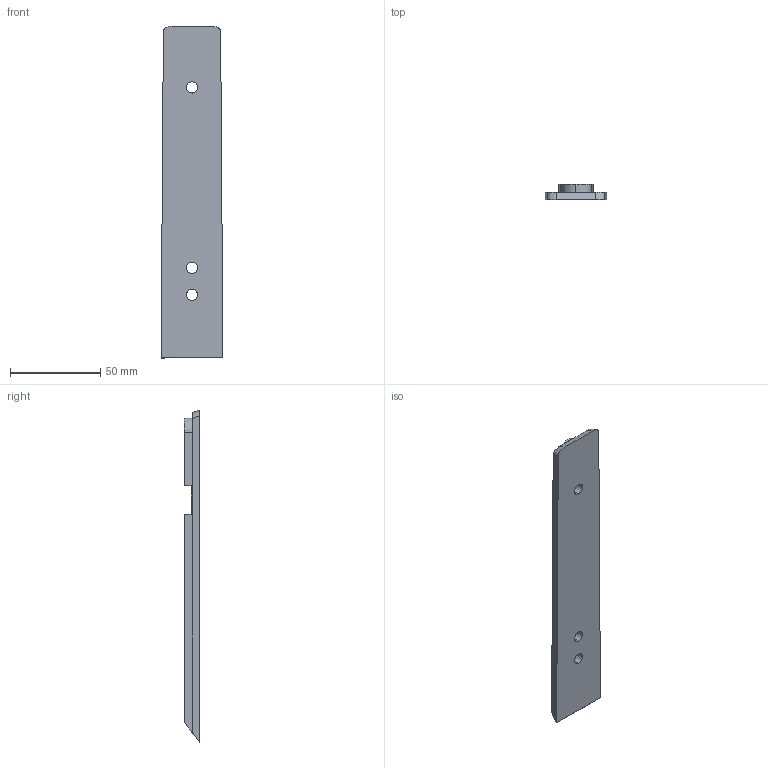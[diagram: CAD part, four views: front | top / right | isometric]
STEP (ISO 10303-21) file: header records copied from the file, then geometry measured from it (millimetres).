
FILE_DESCRIPTION (( 'STEP AP214' ), '1' );
FILE_NAME ('SUP, FIN, BASE.STEP', '2023-06-26T04:24:31', ( '' ), ( '' ), 'SwSTEP 2.0', 'SolidWorks 2023', '' );
FILE_SCHEMA (( 'AUTOMOTIVE_DESIGN' ));
Length unit declared in the file: millimetre
Products named in the file (1): SUP, FIN, BASE
Bounding box: 34.3 x 8.5 x 184 mm (x, y, z)
Volume: 35726.9 mm3; surface area: 15645.3 mm2
Topology: 1 solids, 1 shells, 26 faces, 71 edges, 47 vertices
Faces by surface type: plane 14, cylinder 10, bspline 2
Entity records: 1012 total; most frequent: CARTESIAN_POINT 327, ORIENTED_EDGE 142, DIRECTION 129, EDGE_CURVE 71, VERTEX_POINT 47, VECTOR 43, AXIS2_PLACEMENT_3D 43, LINE 43
